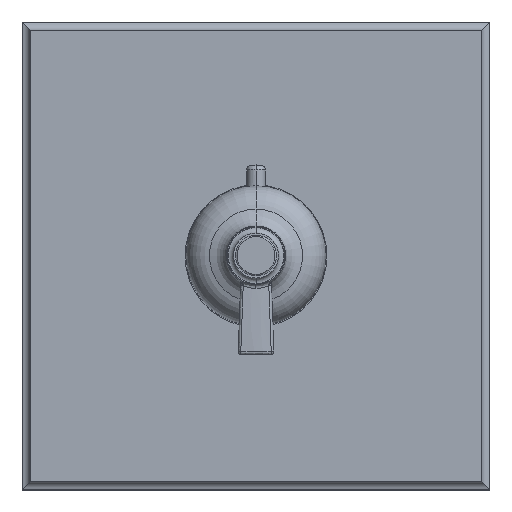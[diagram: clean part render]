
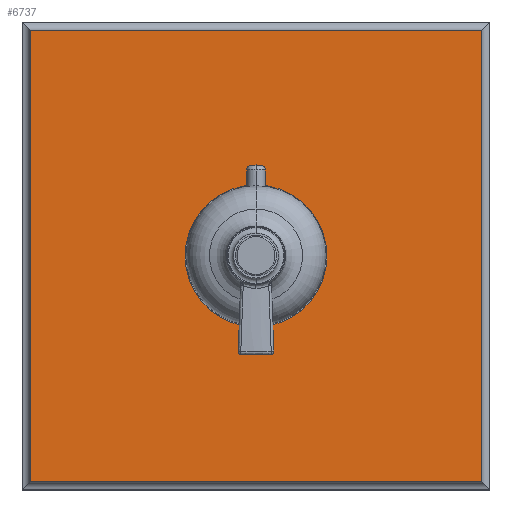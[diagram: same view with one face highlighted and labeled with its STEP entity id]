
A CAD part, top view. The second image highlights one B-rep face of the part: STEP entity #6737.
In plain terms, the highlighted planar face has unit normal (0, 0, 1).
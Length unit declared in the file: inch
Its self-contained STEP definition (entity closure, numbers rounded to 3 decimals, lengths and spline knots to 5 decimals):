
#2=CARTESIAN_POINT('',(0.,0.,0.313));
#3=DIRECTION('',(0.,0.,-1.));
#4=DIRECTION('',(-1.,0.,0.));
#5=AXIS2_PLACEMENT_3D('',#2,#3,#4);
#16=DIRECTION('',(0.,-1.,0.));
#17=VECTOR('',#16,6.27);
#18=CARTESIAN_POINT('',(-3.135,3.135,0.313));
#19=LINE('',#18,#17);
#20=DIRECTION('',(1.,0.,0.));
#21=VECTOR('',#20,6.27);
#22=CARTESIAN_POINT('',(-3.135,-3.135,0.313));
#23=LINE('',#22,#21);
#45=DIRECTION('',(0.,1.,0.));
#46=VECTOR('',#45,6.27);
#47=CARTESIAN_POINT('',(3.135,-3.135,0.313));
#48=LINE('',#47,#46);
#70=DIRECTION('',(-1.,0.,0.));
#71=VECTOR('',#70,6.27);
#72=CARTESIAN_POINT('',(3.135,3.135,0.313));
#73=LINE('',#72,#71);
#164=CARTESIAN_POINT('',(0.,0.,0.313));
#165=DIRECTION('',(0.,0.,-1.));
#166=DIRECTION('',(1.,0.,0.));
#167=AXIS2_PLACEMENT_3D('',#164,#165,#166);
#6681=CARTESIAN_POINT('',(-3.135,3.135,0.313));
#6682=CARTESIAN_POINT('',(-3.135,-3.135,0.313));
#6683=VERTEX_POINT('',#6681);
#6684=VERTEX_POINT('',#6682);
#6689=CARTESIAN_POINT('',(3.135,-3.135,0.313));
#6690=VERTEX_POINT('',#6689);
#6693=CARTESIAN_POINT('',(3.135,3.135,0.313));
#6694=VERTEX_POINT('',#6693);
#6697=CARTESIAN_POINT('',(-0.985,0.,0.313));
#6698=CARTESIAN_POINT('',(0.985,0.,0.313));
#6699=VERTEX_POINT('',#6697);
#6700=VERTEX_POINT('',#6698);
#6717=CARTESIAN_POINT('',(0.,0.,0.313));
#6718=DIRECTION('',(0.,0.,1.));
#6719=DIRECTION('',(1.,0.,0.));
#6720=AXIS2_PLACEMENT_3D('',#6717,#6718,#6719);
#6721=PLANE('',#6720);
#6723=ORIENTED_EDGE('',*,*,#6722,.F.);
#6725=ORIENTED_EDGE('',*,*,#6724,.F.);
#6727=ORIENTED_EDGE('',*,*,#6726,.F.);
#6729=ORIENTED_EDGE('',*,*,#6728,.F.);
#6730=EDGE_LOOP('',(#6723,#6725,#6727,#6729));
#6731=FACE_OUTER_BOUND('',#6730,.F.);
#6732=ORIENTED_EDGE('',*,*,#6706,.F.);
#6734=ORIENTED_EDGE('',*,*,#6733,.F.);
#6735=EDGE_LOOP('',(#6732,#6734));
#6736=FACE_BOUND('',#6735,.F.);
#6737=ADVANCED_FACE('',(#6731,#6736),#6721,.T.);
#6=CIRCLE('',#5,0.985);
#168=CIRCLE('',#167,0.985);
#6706=EDGE_CURVE('',#6699,#6700,#6,.T.);
#6722=EDGE_CURVE('',#6683,#6684,#19,.T.);
#6724=EDGE_CURVE('',#6694,#6683,#73,.T.);
#6726=EDGE_CURVE('',#6690,#6694,#48,.T.);
#6728=EDGE_CURVE('',#6684,#6690,#23,.T.);
#6733=EDGE_CURVE('',#6700,#6699,#168,.T.);
